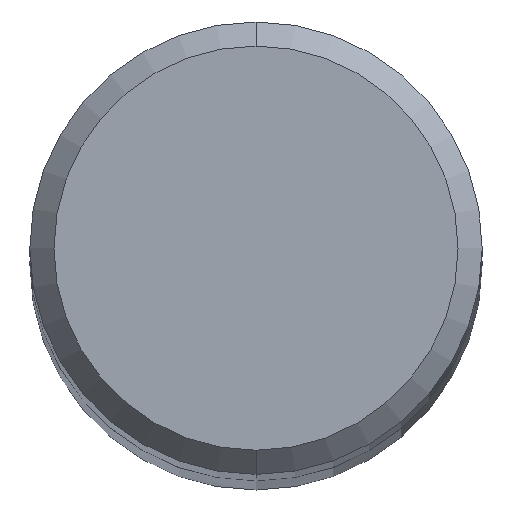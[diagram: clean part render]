
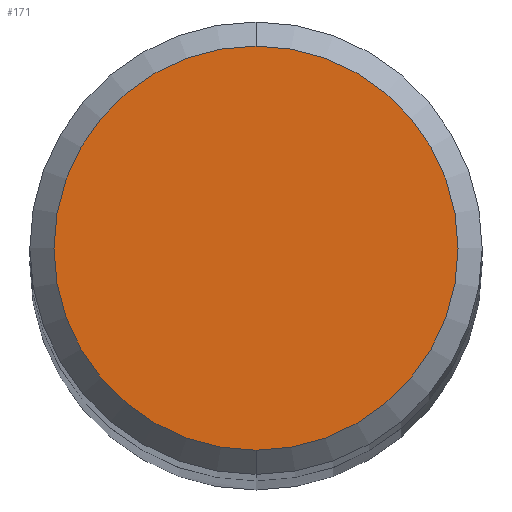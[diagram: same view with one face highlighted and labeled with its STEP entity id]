
A CAD part, top view. The second image highlights one B-rep face of the part: STEP entity #171.
In plain terms, the highlighted planar face has unit normal (0, 0, 1).
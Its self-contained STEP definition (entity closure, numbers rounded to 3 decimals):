
#171=ADVANCED_FACE('',(#431),#432,.T.);
#217=EDGE_CURVE('',#341,#385,#482,.T.);
#341=VERTEX_POINT('',#620);
#385=VERTEX_POINT('',#667);
#391=EDGE_CURVE('',#385,#341,#674,.T.);
#431=FACE_OUTER_BOUND('',#748,.T.);
#432=PLANE('',#749);
#482=CIRCLE('',#824,3.35);
#620=CARTESIAN_POINT('',(0.0,3.35,58.0));
#667=CARTESIAN_POINT('',(0.,-3.35,58.0));
#674=CIRCLE('',#1271,3.35);
#748=EDGE_LOOP('',(#1285,#1286));
#749=AXIS2_PLACEMENT_3D('',#1287,#1288,#1289);
#824=AXIS2_PLACEMENT_3D('',#1331,#1332,#1333);
#1271=AXIS2_PLACEMENT_3D('',#1558,#1559,#1560);
#1285=ORIENTED_EDGE('',*,*,#217,.F.);
#1286=ORIENTED_EDGE('',*,*,#391,.F.);
#1287=CARTESIAN_POINT('',(0.0,1.675,58.0));
#1288=DIRECTION('',(-0.0,0.0,1.0));
#1289=DIRECTION('',(0.0,-1.0,0.0));
#1331=CARTESIAN_POINT('',(0.0,0.0,58.0));
#1332=DIRECTION('',(0.0,0.0,-1.0));
#1333=DIRECTION('',(0.0,1.0,0.0));
#1558=CARTESIAN_POINT('',(0.0,0.0,58.0));
#1559=DIRECTION('',(0.0,0.0,-1.0));
#1560=DIRECTION('',(0.0,1.0,0.0));
